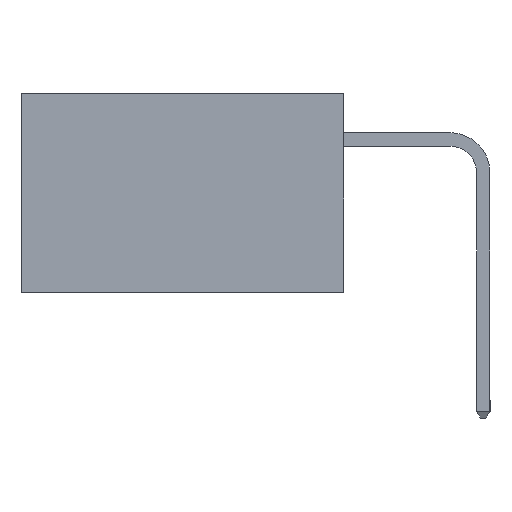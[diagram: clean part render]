
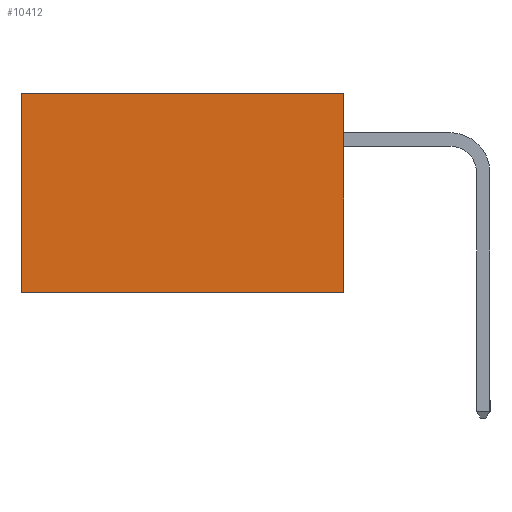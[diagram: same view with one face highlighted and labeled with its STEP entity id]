
A CAD part, left-side view. The second image highlights one B-rep face of the part: STEP entity #10412.
In plain terms, the highlighted planar face has unit normal (-1, 0, 0).
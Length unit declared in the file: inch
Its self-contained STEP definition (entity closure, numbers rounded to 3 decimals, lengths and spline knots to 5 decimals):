
#1277 = VECTOR ( 'NONE', #14525, 39.37008 ) ;
#1296 = AXIS2_PLACEMENT_3D ( 'NONE', #8829, #8769, #8685 ) ;
#1919 = ORIENTED_EDGE ( 'NONE', *, *, #3130, .T. ) ;
#2859 = LINE ( 'NONE', #7818, #6105 ) ;
#3130 = EDGE_CURVE ( 'NONE', #15718, #10958, #5483, .T. ) ;
#4173 = VERTEX_POINT ( 'NONE', #12167 ) ;
#4859 = EDGE_CURVE ( 'NONE', #11715, #4173, #8943, .T. ) ;
#5483 = LINE ( 'NONE', #15658, #1277 ) ;
#5664 = VECTOR ( 'NONE', #13120, 39.37008 ) ;
#6090 = ORIENTED_EDGE ( 'NONE', *, *, #14520, .T. ) ;
#6105 = VECTOR ( 'NONE', #15988, 39.37008 ) ;
#6597 = CARTESIAN_POINT ( 'NONE',  ( 0.2615, 0., -0.37 ) ) ;
#7022 = CARTESIAN_POINT ( 'NONE',  ( 0.2615, 0.6, 0. ) ) ;
#7818 = CARTESIAN_POINT ( 'NONE',  ( 0.2615, 0.6, -0.37 ) ) ;
#7937 = DIRECTION ( 'NONE',  ( 0., 0., -1. ) ) ;
#8288 = CARTESIAN_POINT ( 'NONE',  ( 0.2615, 0., -0.37 ) ) ;
#8685 = DIRECTION ( 'NONE',  ( 0., 0., -1. ) ) ;
#8769 = DIRECTION ( 'NONE',  ( 1., 0., 0. ) ) ;
#8829 = CARTESIAN_POINT ( 'NONE',  ( 0.2615, 0., -0.37 ) ) ;
#8943 = LINE ( 'NONE', #13419, #5664 ) ;
#9101 = PLANE ( 'NONE',  #1296 ) ;
#9698 = EDGE_LOOP ( 'NONE', ( #6090, #13349, #11990, #1919 ) ) ;
#10412 = ADVANCED_FACE ( 'NONE', ( #15346 ), #9101, .F. ) ;
#10958 = VERTEX_POINT ( 'NONE', #7022 ) ;
#11715 = VERTEX_POINT ( 'NONE', #6597 ) ;
#11990 = ORIENTED_EDGE ( 'NONE', *, *, #13530, .F. ) ;
#12025 = VECTOR ( 'NONE', #7937, 39.37008 ) ;
#12167 = CARTESIAN_POINT ( 'NONE',  ( 0.2615, 0.6, -0.37 ) ) ;
#13120 = DIRECTION ( 'NONE',  ( 0., 1., 0. ) ) ;
#13349 = ORIENTED_EDGE ( 'NONE', *, *, #4859, .F. ) ;
#13419 = CARTESIAN_POINT ( 'NONE',  ( 0.2615, 0., -0.37 ) ) ;
#13530 = EDGE_CURVE ( 'NONE', #15718, #11715, #15621, .T. ) ;
#14520 = EDGE_CURVE ( 'NONE', #10958, #4173, #2859, .T. ) ;
#14525 = DIRECTION ( 'NONE',  ( 0., 1., 0. ) ) ;
#15346 = FACE_OUTER_BOUND ( 'NONE', #9698, .T. ) ;
#15621 = LINE ( 'NONE', #8288, #12025 ) ;
#15658 = CARTESIAN_POINT ( 'NONE',  ( 0.2615, 0., 0. ) ) ;
#15718 = VERTEX_POINT ( 'NONE', #17228 ) ;
#15988 = DIRECTION ( 'NONE',  ( 0., 0., -1. ) ) ;
#17228 = CARTESIAN_POINT ( 'NONE',  ( 0.2615, 0., 0. ) ) ;
